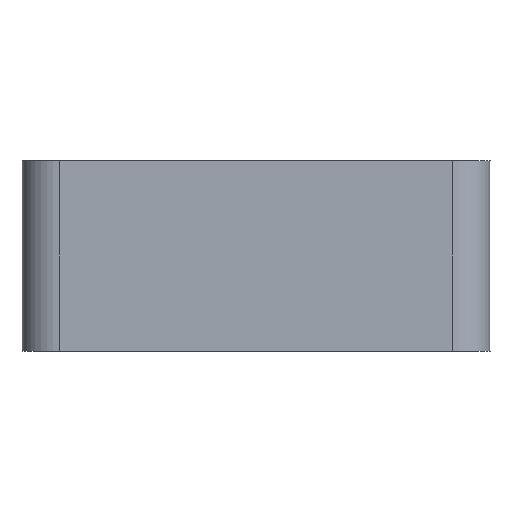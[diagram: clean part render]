
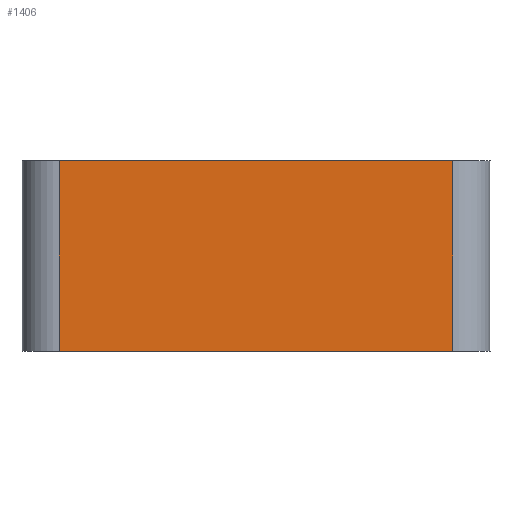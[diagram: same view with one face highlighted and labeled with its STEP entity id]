
A CAD part, front view. The second image highlights one B-rep face of the part: STEP entity #1406.
In plain terms, the highlighted planar face has unit normal (0, -1, 0).
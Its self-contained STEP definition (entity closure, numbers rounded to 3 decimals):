
#45 = DIRECTION ( 'NONE',  ( 1., 0., 0. ) ) ;
#230 = VECTOR ( 'NONE', #45, 1000. ) ;
#343 = LINE ( 'NONE', #753, #2261 ) ;
#361 = EDGE_CURVE ( 'NONE', #486, #2422, #388, .T. ) ;
#378 = PLANE ( 'NONE',  #1122 ) ;
#388 = LINE ( 'NONE', #1309, #230 ) ;
#486 = VERTEX_POINT ( 'NONE', #2016 ) ;
#583 = VECTOR ( 'NONE', #2248, 1000. ) ;
#753 = CARTESIAN_POINT ( 'NONE',  ( -10.5, -12.5, 0. ) ) ;
#817 = CARTESIAN_POINT ( 'NONE',  ( 10.5, -12.5, 0. ) ) ;
#890 = ORIENTED_EDGE ( 'NONE', *, *, #361, .T. ) ;
#993 = FACE_OUTER_BOUND ( 'NONE', #1169, .T. ) ;
#1050 = VERTEX_POINT ( 'NONE', #1368 ) ;
#1122 = AXIS2_PLACEMENT_3D ( 'NONE', #2559, #1877, #1914 ) ;
#1129 = VECTOR ( 'NONE', #2243, 1000. ) ;
#1146 = EDGE_CURVE ( 'NONE', #1050, #1347, #343, .T. ) ;
#1169 = EDGE_LOOP ( 'NONE', ( #1519, #890, #2650, #2311 ) ) ;
#1177 = CARTESIAN_POINT ( 'NONE',  ( 10.5, -12.5, -10.2 ) ) ;
#1207 = EDGE_CURVE ( 'NONE', #1347, #2422, #2571, .T. ) ;
#1309 = CARTESIAN_POINT ( 'NONE',  ( -10.5, -12.5, -10.2 ) ) ;
#1347 = VERTEX_POINT ( 'NONE', #817 ) ;
#1368 = CARTESIAN_POINT ( 'NONE',  ( -10.5, -12.5, 0. ) ) ;
#1406 = ADVANCED_FACE ( 'NONE', ( #993 ), #378, .T. ) ;
#1519 = ORIENTED_EDGE ( 'NONE', *, *, #2511, .T. ) ;
#1730 = LINE ( 'NONE', #1796, #583 ) ;
#1786 = CARTESIAN_POINT ( 'NONE',  ( 10.5, -12.5, 0. ) ) ;
#1796 = CARTESIAN_POINT ( 'NONE',  ( -10.5, -12.5, 0. ) ) ;
#1877 = DIRECTION ( 'NONE',  ( 0., -1., 0. ) ) ;
#1914 = DIRECTION ( 'NONE',  ( -1., 0., 0. ) ) ;
#2016 = CARTESIAN_POINT ( 'NONE',  ( -10.5, -12.5, -10.2 ) ) ;
#2243 = DIRECTION ( 'NONE',  ( 0., 0., -1. ) ) ;
#2248 = DIRECTION ( 'NONE',  ( 0., 0., -1. ) ) ;
#2261 = VECTOR ( 'NONE', #2665, 1000. ) ;
#2311 = ORIENTED_EDGE ( 'NONE', *, *, #1146, .F. ) ;
#2422 = VERTEX_POINT ( 'NONE', #1177 ) ;
#2511 = EDGE_CURVE ( 'NONE', #1050, #486, #1730, .T. ) ;
#2559 = CARTESIAN_POINT ( 'NONE',  ( -10.5, -12.5, 0. ) ) ;
#2571 = LINE ( 'NONE', #1786, #1129 ) ;
#2650 = ORIENTED_EDGE ( 'NONE', *, *, #1207, .F. ) ;
#2665 = DIRECTION ( 'NONE',  ( 1., 0., 0. ) ) ;
